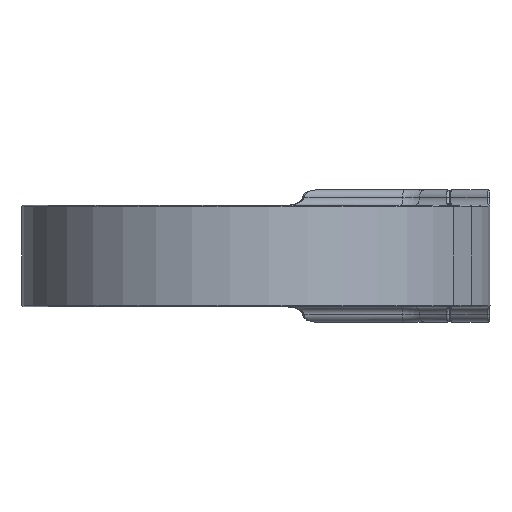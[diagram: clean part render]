
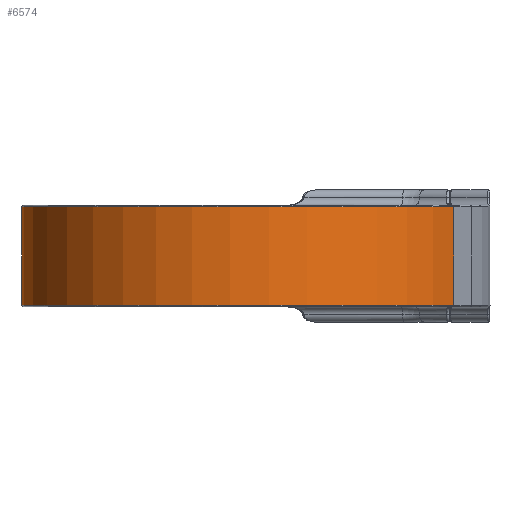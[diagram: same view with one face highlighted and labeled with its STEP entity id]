
A CAD part, left-side view. The second image highlights one B-rep face of the part: STEP entity #6574.
In plain terms, the highlighted cylindrical face has radius 28.65 mm (diameter 57.3 mm), a partial arc.
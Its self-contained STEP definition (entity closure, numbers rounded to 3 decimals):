
#1722=DIRECTION('',(0.,0.,1.));
#1723=VECTOR('',#1722,12.3);
#1724=CARTESIAN_POINT('',(-13.466,-25.288,-6.15));
#1725=LINE('',#1724,#1723);
#1726=CARTESIAN_POINT('',(0.,0.,6.15));
#1727=DIRECTION('',(0.,0.,1.));
#1728=DIRECTION('',(0.933,0.359,0.));
#1729=AXIS2_PLACEMENT_3D('',#1726,#1727,#1728);
#1731=CARTESIAN_POINT('',(0.,0.,-6.15));
#1732=DIRECTION('',(0.,0.,-1.));
#1733=DIRECTION('',(-0.47,-0.883,0.));
#1734=AXIS2_PLACEMENT_3D('',#1731,#1732,#1733);
#1736=DIRECTION('',(0.,0.,1.));
#1737=VECTOR('',#1736,12.3);
#1738=CARTESIAN_POINT('',(26.737,10.294,-6.15));
#1739=LINE('',#1738,#1737);
#3660=CARTESIAN_POINT('',(26.737,10.294,6.15));
#3661=VERTEX_POINT('',#3660);
#3664=CARTESIAN_POINT('',(-13.466,-25.288,6.15));
#3665=VERTEX_POINT('',#3664);
#3716=CARTESIAN_POINT('',(-13.466,-25.288,-6.15));
#3717=VERTEX_POINT('',#3716);
#3720=CARTESIAN_POINT('',(26.737,10.294,-6.15));
#3721=VERTEX_POINT('',#3720);
#6562=CARTESIAN_POINT('',(0.,0.,-6.35));
#6563=DIRECTION('',(0.,0.,1.));
#6564=DIRECTION('',(1.,0.,0.));
#6565=AXIS2_PLACEMENT_3D('',#6562,#6563,#6564);
#6566=CYLINDRICAL_SURFACE('',#6565,28.65);
#6567=ORIENTED_EDGE('',*,*,#6490,.T.);
#6568=ORIENTED_EDGE('',*,*,#6557,.F.);
#6569=ORIENTED_EDGE('',*,*,#4045,.T.);
#6571=ORIENTED_EDGE('',*,*,#6570,.T.);
#6572=EDGE_LOOP('',(#6567,#6568,#6569,#6571));
#6573=FACE_OUTER_BOUND('',#6572,.F.);
#6574=ADVANCED_FACE('',(#6573),#6566,.T.);
#1730=CIRCLE('',#1729,28.65);
#1735=CIRCLE('',#1734,28.65);
#4045=EDGE_CURVE('',#3717,#3721,#1735,.T.);
#6490=EDGE_CURVE('',#3661,#3665,#1730,.T.);
#6557=EDGE_CURVE('',#3717,#3665,#1725,.T.);
#6570=EDGE_CURVE('',#3721,#3661,#1739,.T.);
